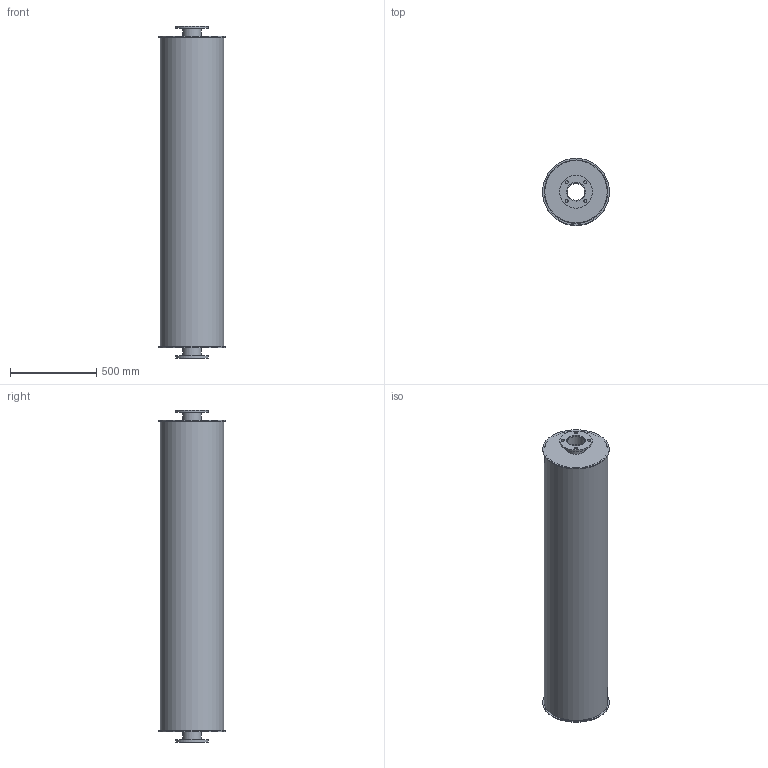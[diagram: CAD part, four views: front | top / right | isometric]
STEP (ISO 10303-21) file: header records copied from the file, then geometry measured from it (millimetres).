
FILE_DESCRIPTION(/* description */ (''),/* implementation_level */ '2;1');
FILE_NAME(/* name */ 'LSAD 04.stp',/* time_stamp */ '2014-10-17T15:34:49+02:00',/* author */ ('Tekenkamer'),/* organization */ (''),/* preprocessor_version */ 'ST-DEVELOPER v15.6',/* originating_system */ 'Autodesk Inventor 2015',/* authorisation */ '');
FILE_SCHEMA (('AUTOMOTIVE_DESIGN { 1 0 10303 214 3 1 1 }'));
Products named in the file (3): Part20; MAAT3D; Assembly9
Assembly tree (2 placements, depth 2):
  Assembly9
    Part20
    MAAT3D
Bounding box: 389 x 389 x 1930 mm (x, y, z)
Volume: 7664753.5 mm3; surface area: 4780876.8 mm2
Topology: 7 solids, 7 shells, 36 faces, 66 edges, 44 vertices
Faces by surface type: cylinder 22, plane 14
Full cylindrical faces by diameter (mm): 18 x8, 100.8 x2, 108 x2, 109 x2, 110 x2, 191 x2, 363 x1, 369 x1, 389 x2
Entity records: 933 total; most frequent: DIRECTION 170, CARTESIAN_POINT 129, EDGE_LOOP 88, ORIENTED_EDGE 88, AXIS2_PLACEMENT_3D 85, FACE_BOUND 52, CIRCLE 44, VERTEX_POINT 44
